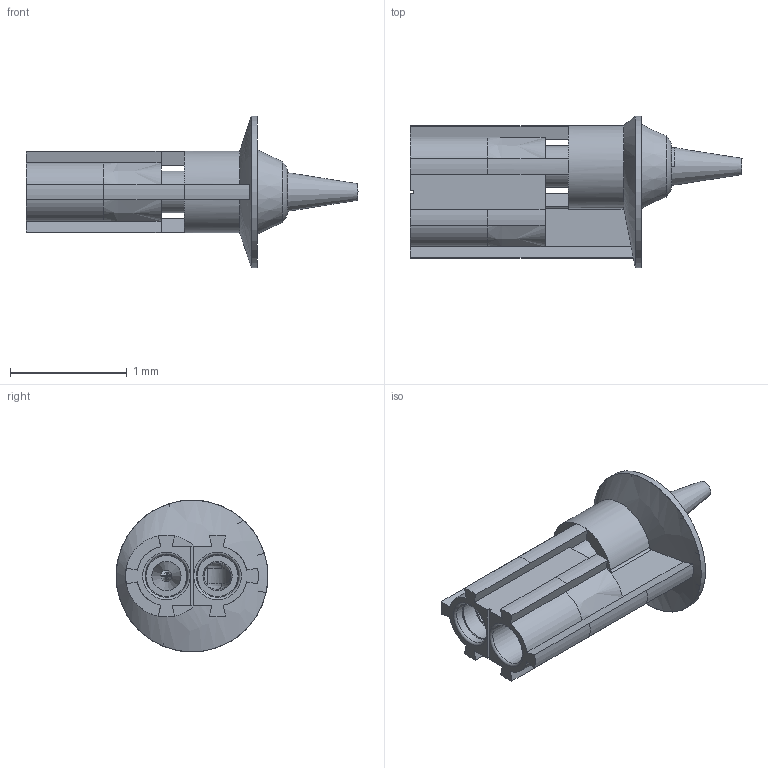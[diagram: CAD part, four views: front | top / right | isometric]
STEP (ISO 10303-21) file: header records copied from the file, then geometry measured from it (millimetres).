
FILE_DESCRIPTION(/* description */ (''),/* implementation_level */ '2;1');
FILE_NAME(/* name */ 'MV_J_75_363_603_8.stp',/* time_stamp */ '2022-07-07T17:27:54+02:00',/* author */ ('vakilim'),/* organization */ (''),/* preprocessor_version */ 'ST-DEVELOPER v19',/* originating_system */ 'Autodesk Inventor 2023',/* authorisation */ '');
FILE_SCHEMA (('AUTOMOTIVE_DESIGN { 1 0 10303 214 3 1 1 }'));
Length unit declared in the file: inch
Products named in the file (1): MV_J_75_363_603_81
Bounding box: 2.84 x 1.3 x 1.3 mm (x, y, z)
Volume: 0.8 mm3; surface area: 19.7 mm2
Topology: 1 solids, 1 shells, 237 faces, 720 edges, 447 vertices
Faces by surface type: plane 68, bspline 66, cylinder 58, cone 35, torus 10
Full cylindrical faces by diameter (mm): 0.075 x1, 0.232 x4, 0.358 x3, 0.366 x6, 0.466 x1, 1.3 x1
Entity records: 12564 total; most frequent: CARTESIAN_POINT 6619, ORIENTED_EDGE 1424, DIRECTION 1060, EDGE_CURVE 712, VERTEX_POINT 447, AXIS2_PLACEMENT_3D 395, LINE 270, VECTOR 270
